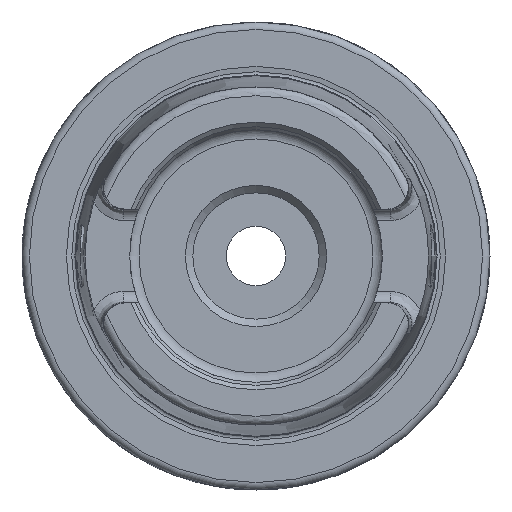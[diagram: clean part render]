
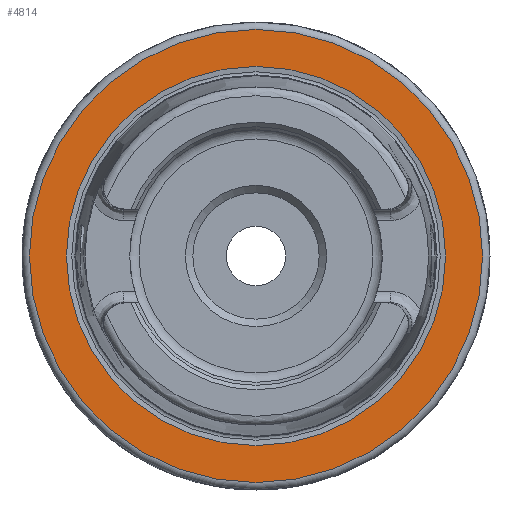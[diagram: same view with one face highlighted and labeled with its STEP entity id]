
A CAD part, left-side view. The second image highlights one B-rep face of the part: STEP entity #4814.
In plain terms, the highlighted planar face has unit normal (-1, 0, 0).
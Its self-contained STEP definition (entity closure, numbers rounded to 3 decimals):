
#179=FACE_BOUND('',#620,.T.);
#219=PLANE('',#5181);
#344=FACE_OUTER_BOUND('',#619,.T.);
#619=EDGE_LOOP('',(#3467,#3468));
#620=EDGE_LOOP('',(#3469,#3470));
#923=CIRCLE('',#5179,30.5);
#924=CIRCLE('',#5180,30.5);
#925=CIRCLE('',#5182,25.521);
#926=CIRCLE('',#5183,25.521);
#1954=VERTEX_POINT('',#7687);
#1955=VERTEX_POINT('',#7689);
#1956=VERTEX_POINT('',#7693);
#1957=VERTEX_POINT('',#7694);
#2533=EDGE_CURVE('',#1954,#1955,#923,.T.);
#2534=EDGE_CURVE('',#1955,#1954,#924,.T.);
#2535=EDGE_CURVE('',#1956,#1957,#925,.T.);
#2536=EDGE_CURVE('',#1957,#1956,#926,.T.);
#3467=ORIENTED_EDGE('',*,*,#2534,.F.);
#3468=ORIENTED_EDGE('',*,*,#2533,.F.);
#3469=ORIENTED_EDGE('',*,*,#2535,.T.);
#3470=ORIENTED_EDGE('',*,*,#2536,.T.);
#4814=ADVANCED_FACE('',(#344,#179),#219,.T.);
#5179=AXIS2_PLACEMENT_3D('',#7690,#5923,#5924);
#5180=AXIS2_PLACEMENT_3D('',#7691,#5925,#5926);
#5181=AXIS2_PLACEMENT_3D('',#7692,#5927,#5928);
#5182=AXIS2_PLACEMENT_3D('',#7695,#5929,#5930);
#5183=AXIS2_PLACEMENT_3D('',#7696,#5931,#5932);
#5923=DIRECTION('center_axis',(1.,0.,0.));
#5924=DIRECTION('ref_axis',(0.,0.,-1.));
#5925=DIRECTION('center_axis',(1.,0.,0.));
#5926=DIRECTION('ref_axis',(0.,0.,-1.));
#5927=DIRECTION('center_axis',(-1.,0.,0.));
#5928=DIRECTION('ref_axis',(0.,0.,1.));
#5929=DIRECTION('center_axis',(1.,0.,0.));
#5930=DIRECTION('ref_axis',(0.,0.,-1.));
#5931=DIRECTION('center_axis',(1.,0.,0.));
#5932=DIRECTION('ref_axis',(0.,0.,-1.));
#7687=CARTESIAN_POINT('',(0.,0.,30.5));
#7689=CARTESIAN_POINT('',(0.,30.5,0.));
#7690=CARTESIAN_POINT('Origin',(0.,0.,
0.));
#7691=CARTESIAN_POINT('Origin',(0.,0.,
0.));
#7692=CARTESIAN_POINT('Origin',(0.,30.5,0.));
#7693=CARTESIAN_POINT('',(0.,25.521,0.));
#7694=CARTESIAN_POINT('',(0.,-25.521,0.));
#7695=CARTESIAN_POINT('Origin',(0.,0.,
0.));
#7696=CARTESIAN_POINT('Origin',(0.,0.,
0.));
